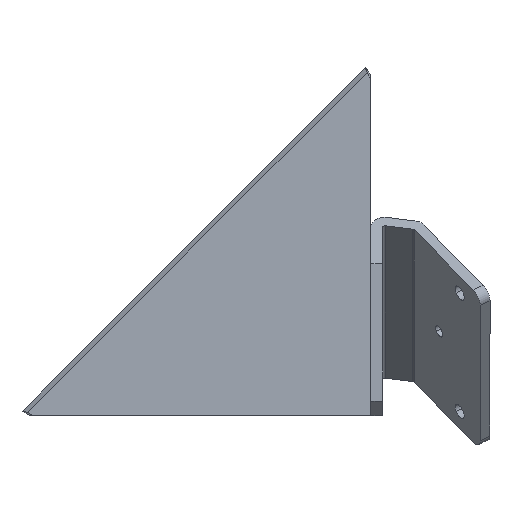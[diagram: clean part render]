
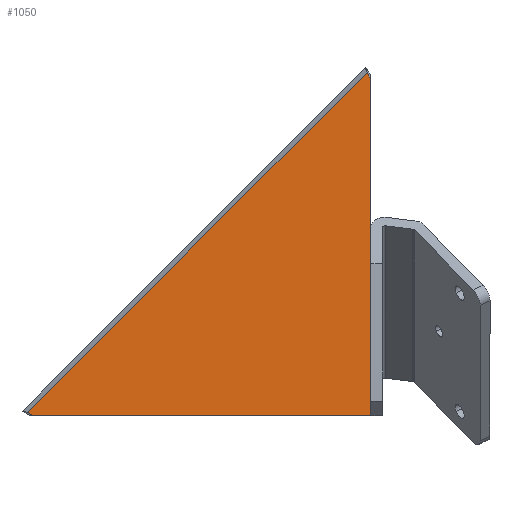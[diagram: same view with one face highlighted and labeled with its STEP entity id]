
A CAD part, left-side view. The second image highlights one B-rep face of the part: STEP entity #1050.
In plain terms, the highlighted planar face has unit normal (-1, 0, 0).
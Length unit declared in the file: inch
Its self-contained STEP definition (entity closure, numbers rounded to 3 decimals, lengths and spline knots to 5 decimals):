
#20 = ORIENTED_EDGE ( 'NONE', *, *, #796, .F. ) ;
#63 = DIRECTION ( 'NONE',  ( 0., 0., -1. ) ) ;
#82 = VERTEX_POINT ( 'NONE', #850 ) ;
#113 = DIRECTION ( 'NONE',  ( 0., 1., 0. ) ) ;
#139 = FACE_OUTER_BOUND ( 'NONE', #206, .T. ) ;
#206 = EDGE_LOOP ( 'NONE', ( #1184, #874, #794, #20, #402 ) ) ;
#208 = CARTESIAN_POINT ( 'NONE',  ( 0.31496, 2.82843, 0.31496 ) ) ;
#209 = LINE ( 'NONE', #450, #614 ) ;
#245 = PLANE ( 'NONE',  #837 ) ;
#253 = VERTEX_POINT ( 'NONE', #1070 ) ;
#263 = EDGE_CURVE ( 'NONE', #253, #1046, #209, .T. ) ;
#270 = CARTESIAN_POINT ( 'NONE',  ( 0.31496, 0.31496, 0. ) ) ;
#282 = VECTOR ( 'NONE', #495, 39.37008 ) ;
#300 = DIRECTION ( 'NONE',  ( 0., -0.707, 0.707 ) ) ;
#386 = EDGE_CURVE ( 'NONE', #778, #253, #496, .T. ) ;
#402 = ORIENTED_EDGE ( 'NONE', *, *, #1139, .F. ) ;
#421 = CARTESIAN_POINT ( 'NONE',  ( 0.31496, 5.96035, 0.37255 ) ) ;
#435 = VERTEX_POINT ( 'NONE', #1076 ) ;
#450 = CARTESIAN_POINT ( 'NONE',  ( 0.31496, 0.37255, 5.96035 ) ) ;
#495 = DIRECTION ( 'NONE',  ( 0., 0.885, 0.466 ) ) ;
#496 = LINE ( 'NONE', #421, #1054 ) ;
#600 = LINE ( 'NONE', #864, #282 ) ;
#614 = VECTOR ( 'NONE', #1127, 39.37008 ) ;
#620 = CARTESIAN_POINT ( 'NONE',  ( 0.31496, 2.82843, 0. ) ) ;
#648 = LINE ( 'NONE', #270, #1001 ) ;
#660 = CARTESIAN_POINT ( 'NONE',  ( 0.31496, 5.96035, 0.37255 ) ) ;
#778 = VERTEX_POINT ( 'NONE', #660 ) ;
#794 = ORIENTED_EDGE ( 'NONE', *, *, #829, .F. ) ;
#796 = EDGE_CURVE ( 'NONE', #82, #435, #1057, .T. ) ;
#813 = CARTESIAN_POINT ( 'NONE',  ( 0.31496, 0.31496, 5.85102 ) ) ;
#829 = EDGE_CURVE ( 'NONE', #435, #778, #600, .T. ) ;
#837 = AXIS2_PLACEMENT_3D ( 'NONE', #620, #1009, #63 ) ;
#850 = CARTESIAN_POINT ( 'NONE',  ( 0.31496, 0.31496, 0.31496 ) ) ;
#864 = CARTESIAN_POINT ( 'NONE',  ( 0.31496, 5.85102, 0.31496 ) ) ;
#874 = ORIENTED_EDGE ( 'NONE', *, *, #386, .F. ) ;
#900 = VECTOR ( 'NONE', #113, 39.37008 ) ;
#1001 = VECTOR ( 'NONE', #1031, 39.37008 ) ;
#1009 = DIRECTION ( 'NONE',  ( 1., 0., 0. ) ) ;
#1031 = DIRECTION ( 'NONE',  ( 0., 0., -1. ) ) ;
#1046 = VERTEX_POINT ( 'NONE', #813 ) ;
#1050 = ADVANCED_FACE ( 'NONE', ( #139 ), #245, .F. ) ;
#1054 = VECTOR ( 'NONE', #300, 39.37008 ) ;
#1057 = LINE ( 'NONE', #208, #900 ) ;
#1070 = CARTESIAN_POINT ( 'NONE',  ( 0.31496, 0.37255, 5.96035 ) ) ;
#1076 = CARTESIAN_POINT ( 'NONE',  ( 0.31496, 5.85102, 0.31496 ) ) ;
#1127 = DIRECTION ( 'NONE',  ( 0., -0.466, -0.885 ) ) ;
#1139 = EDGE_CURVE ( 'NONE', #1046, #82, #648, .T. ) ;
#1184 = ORIENTED_EDGE ( 'NONE', *, *, #263, .F. ) ;
